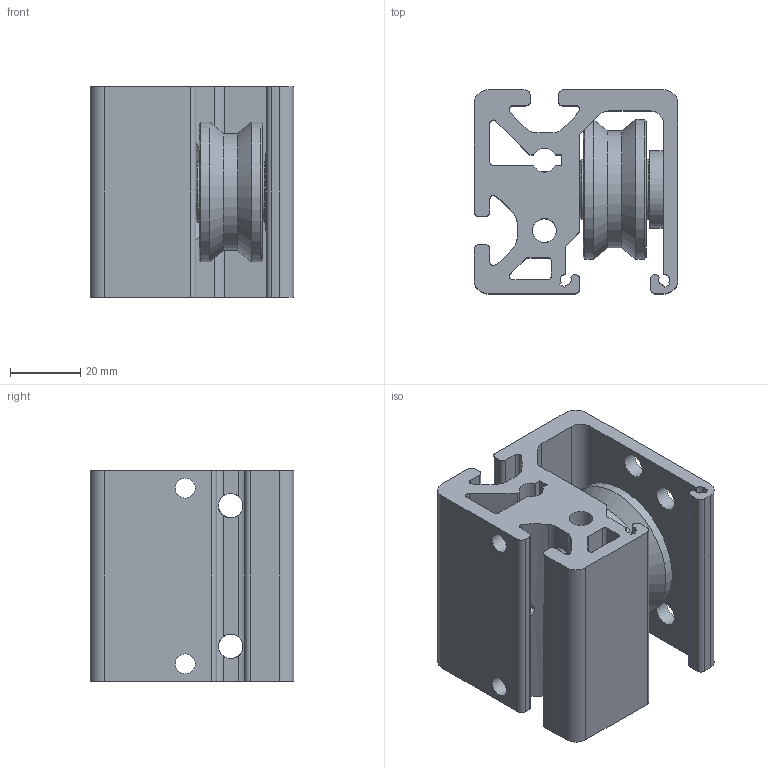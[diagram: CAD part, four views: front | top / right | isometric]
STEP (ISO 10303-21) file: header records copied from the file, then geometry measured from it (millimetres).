
FILE_DESCRIPTION(/* description */ (''),/* implementation_level */ '2;1');
FILE_NAME(/* name */ '11154_KriTec_Lagereinheit_8_D14_exzentrisch.stp',/* time_stamp */ '2014-05-08T14:47:13+02:00',/* author */ ('kostic'),/* organization */ (''),/* preprocessor_version */ 'ST-DEVELOPER v15.2',/* originating_system */ 'Autodesk Inventor 2014',/* authorisation */ '');
FILE_SCHEMA (('AUTOMOTIVE_DESIGN { 1 0 10303 214 3 1 1 }'));
Length unit declared in the file: millimetre
Products named in the file (4): Profil Lagereinheit; 11159_KriTec_Laufrolle_D14; 11158_KriTec_Bolzen_8_D14_exzentrisch; 11154_KriTec_Lagereinheit_8_D14_exzentrisch
Bounding box: 58 x 58 x 60 mm (x, y, z)
Volume: 108370.4 mm3; surface area: 45782.9 mm2
Topology: 3 solids, 3 shells, 165 faces, 458 edges, 302 vertices
Faces by surface type: cylinder 77, plane 70, cone 16, torus 2
Full cylindrical faces by diameter (mm): 2.5 x4, 5.7 x2, 6.8 x3, 7 x8, 7.5 x1, 8.376 x1, 10 x1, 11.5 x1, 12 x2, 17.3 x2, 22 x3, 28 x2, 33.3 x1, 39.9 x2
Entity records: 5291 total; most frequent: CARTESIAN_POINT 1172, DIRECTION 874, ORIENTED_EDGE 754, EDGE_CURVE 377, AXIS2_PLACEMENT_3D 338, VERTEX_POINT 274, EDGE_LOOP 253, LINE 198
